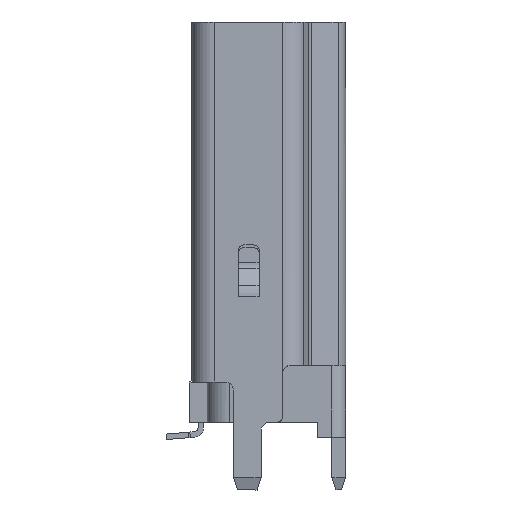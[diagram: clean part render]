
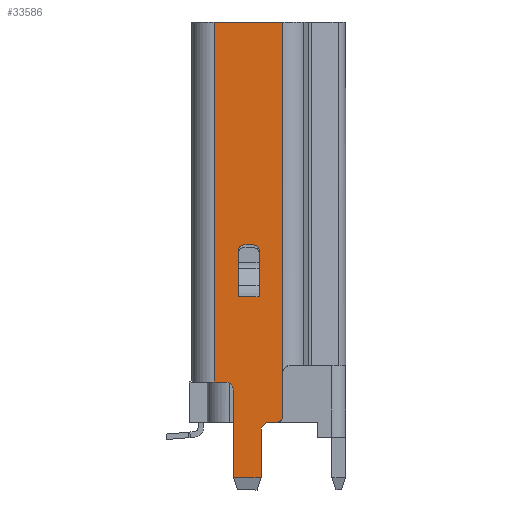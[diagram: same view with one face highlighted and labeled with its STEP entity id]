
A CAD part, left-side view. The second image highlights one B-rep face of the part: STEP entity #33586.
In plain terms, the highlighted planar face has unit normal (-1, 0, 0).
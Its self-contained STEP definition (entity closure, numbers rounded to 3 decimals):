
#30977=AXIS2_PLACEMENT_3D('Circle Axis2P3D',#30975,#30976,$) ;
#33296=AXIS2_PLACEMENT_3D('Circle Axis2P3D',#33294,#33295,$) ;
#33496=AXIS2_PLACEMENT_3D('Circle Axis2P3D',#33494,#33495,$) ;
#33509=AXIS2_PLACEMENT_3D('Plane Axis2P3D',#33506,#33507,#33508) ;
#33532=AXIS2_PLACEMENT_3D('Circle Axis2P3D',#33530,#33531,$) ;
#30941=CARTESIAN_POINT('Vertex',(0.,4.05,0.45)) ;
#30955=CARTESIAN_POINT('Vertex',(0.,3.05,0.45)) ;
#30958=CARTESIAN_POINT('Line Origine',(0.,3.55,0.45)) ;
#30975=CARTESIAN_POINT('Axis2P3D Location',(0.,3.325,8.65)) ;
#30979=CARTESIAN_POINT('Vertex',(0.,3.325,8.85)) ;
#30981=CARTESIAN_POINT('Vertex',(0.,3.125,8.65)) ;
#31013=CARTESIAN_POINT('Vertex',(0.,3.125,6.986)) ;
#31016=CARTESIAN_POINT('Line Origine',(0.,3.125,7.818)) ;
#31041=CARTESIAN_POINT('Vertex',(0.,3.875,6.986)) ;
#31044=CARTESIAN_POINT('Line Origine',(0.,3.125,6.986)) ;
#31061=CARTESIAN_POINT('Line Origine',(0.,3.875,7.818)) ;
#31065=CARTESIAN_POINT('Vertex',(0.,3.875,8.65)) ;
#31090=CARTESIAN_POINT('Control Point',(0.,3.875,8.65)) ;
#31091=CARTESIAN_POINT('Control Point',(0.,3.875,8.729)) ;
#31092=CARTESIAN_POINT('Control Point',(0.,3.833,8.808)) ;
#31093=CARTESIAN_POINT('Control Point',(0.,3.754,8.85)) ;
#31094=CARTESIAN_POINT('Control Point',(0.,3.675,8.85)) ;
#31095=CARTESIAN_POINT('Vertex',(0.,3.675,8.85)) ;
#31115=CARTESIAN_POINT('Line Origine',(0.,3.5,8.85)) ;
#32233=CARTESIAN_POINT('Vertex',(0.,4.75,16.9)) ;
#32236=CARTESIAN_POINT('Line Origine',(0.,3.511,16.9)) ;
#32240=CARTESIAN_POINT('Vertex',(0.,2.272,16.9)) ;
#33148=CARTESIAN_POINT('Line Origine',(0.,2.272,16.9)) ;
#33152=CARTESIAN_POINT('Vertex',(0.,2.272,4.271)) ;
#33269=CARTESIAN_POINT('Vertex',(0.,2.28,4.2)) ;
#33294=CARTESIAN_POINT('Axis2P3D Location',(0.,1.98,4.2)) ;
#33342=CARTESIAN_POINT('Vertex',(0.,2.28,2.65)) ;
#33365=CARTESIAN_POINT('Line Origine',(0.,2.28,3.425)) ;
#33477=CARTESIAN_POINT('Vertex',(0.,4.35,3.9)) ;
#33491=CARTESIAN_POINT('Vertex',(0.,4.05,3.6)) ;
#33494=CARTESIAN_POINT('Axis2P3D Location',(0.,4.35,3.6)) ;
#33506=CARTESIAN_POINT('Axis2P3D Location',(0.,2.272,16.9)) ;
#33511=CARTESIAN_POINT('Line Origine',(0.,4.55,3.9)) ;
#33515=CARTESIAN_POINT('Vertex',(0.,4.75,3.9)) ;
#33518=CARTESIAN_POINT('Line Origine',(0.,4.05,2.025)) ;
#33523=CARTESIAN_POINT('Line Origine',(0.,3.05,1.3)) ;
#33527=CARTESIAN_POINT('Vertex',(0.,3.05,2.15)) ;
#33530=CARTESIAN_POINT('Axis2P3D Location',(0.,2.75,2.15)) ;
#33534=CARTESIAN_POINT('Vertex',(0.,2.75,2.45)) ;
#33537=CARTESIAN_POINT('Line Origine',(0.,2.615,2.45)) ;
#33541=CARTESIAN_POINT('Vertex',(0.,2.48,2.45)) ;
#33545=CARTESIAN_POINT('Control Point',(0.,2.48,2.45)) ;
#33546=CARTESIAN_POINT('Control Point',(0.,2.455,2.45)) ;
#33547=CARTESIAN_POINT('Control Point',(0.,2.43,2.454)) ;
#33548=CARTESIAN_POINT('Control Point',(0.,2.405,2.462)) ;
#33549=CARTESIAN_POINT('Control Point',(0.,2.36,2.485)) ;
#33550=CARTESIAN_POINT('Control Point',(0.,2.324,2.521)) ;
#33551=CARTESIAN_POINT('Control Point',(0.,2.309,2.542)) ;
#33552=CARTESIAN_POINT('Control Point',(0.,2.292,2.576)) ;
#33553=CARTESIAN_POINT('Control Point',(0.,2.283,2.612)) ;
#33554=CARTESIAN_POINT('Control Point',(0.,2.281,2.625)) ;
#33555=CARTESIAN_POINT('Control Point',(0.,2.28,2.637)) ;
#33556=CARTESIAN_POINT('Control Point',(0.,2.28,2.65)) ;
#33558=CARTESIAN_POINT('Line Origine',(0.,4.75,10.4)) ;
#30959=DIRECTION('Vector Direction',(0.,-1.,0.)) ;
#30976=DIRECTION('Axis2P3D Direction',(-1.,0.,-0.)) ;
#31017=DIRECTION('Vector Direction',(0.,0.,-1.)) ;
#31045=DIRECTION('Vector Direction',(0.,1.,0.)) ;
#31062=DIRECTION('Vector Direction',(0.,0.,1.)) ;
#31116=DIRECTION('Vector Direction',(0.,-1.,0.)) ;
#32237=DIRECTION('Vector Direction',(0.,1.,0.)) ;
#33149=DIRECTION('Vector Direction',(0.,0.,1.)) ;
#33295=DIRECTION('Axis2P3D Direction',(1.,0.,0.)) ;
#33366=DIRECTION('Vector Direction',(0.,0.,1.)) ;
#33495=DIRECTION('Axis2P3D Direction',(1.,0.,0.)) ;
#33507=DIRECTION('Axis2P3D Direction',(1.,0.,0.)) ;
#33508=DIRECTION('Axis2P3D XDirection',(0.,-1.,0.)) ;
#33512=DIRECTION('Vector Direction',(0.,-1.,0.)) ;
#33519=DIRECTION('Vector Direction',(0.,0.,1.)) ;
#33524=DIRECTION('Vector Direction',(0.,0.,1.)) ;
#33531=DIRECTION('Axis2P3D Direction',(1.,0.,0.)) ;
#33538=DIRECTION('Vector Direction',(0.,-1.,0.)) ;
#33559=DIRECTION('Vector Direction',(0.,0.,1.)) ;
#30960=VECTOR('Line Direction',#30959,1.) ;
#31018=VECTOR('Line Direction',#31017,1.) ;
#31046=VECTOR('Line Direction',#31045,1.) ;
#31063=VECTOR('Line Direction',#31062,1.) ;
#31117=VECTOR('Line Direction',#31116,1.) ;
#32238=VECTOR('Line Direction',#32237,1.) ;
#33150=VECTOR('Line Direction',#33149,1.) ;
#33367=VECTOR('Line Direction',#33366,1.) ;
#33513=VECTOR('Line Direction',#33512,1.) ;
#33520=VECTOR('Line Direction',#33519,1.) ;
#33525=VECTOR('Line Direction',#33524,1.) ;
#33539=VECTOR('Line Direction',#33538,1.) ;
#33560=VECTOR('Line Direction',#33559,1.) ;
#33564=ORIENTED_EDGE('',*,*,#33517,.T.) ;
#33565=ORIENTED_EDGE('',*,*,#33498,.T.) ;
#33566=ORIENTED_EDGE('',*,*,#33522,.F.) ;
#33567=ORIENTED_EDGE('',*,*,#30962,.T.) ;
#33568=ORIENTED_EDGE('',*,*,#33529,.T.) ;
#33569=ORIENTED_EDGE('',*,*,#33536,.T.) ;
#33570=ORIENTED_EDGE('',*,*,#33543,.T.) ;
#33571=ORIENTED_EDGE('',*,*,#33557,.T.) ;
#33572=ORIENTED_EDGE('',*,*,#33369,.T.) ;
#33573=ORIENTED_EDGE('',*,*,#33298,.T.) ;
#33574=ORIENTED_EDGE('',*,*,#33154,.F.) ;
#33575=ORIENTED_EDGE('',*,*,#32242,.T.) ;
#33576=ORIENTED_EDGE('',*,*,#33562,.F.) ;
#33579=ORIENTED_EDGE('',*,*,#30983,.T.) ;
#33580=ORIENTED_EDGE('',*,*,#31020,.T.) ;
#33581=ORIENTED_EDGE('',*,*,#31048,.T.) ;
#33582=ORIENTED_EDGE('',*,*,#31067,.T.) ;
#33583=ORIENTED_EDGE('',*,*,#31097,.T.) ;
#33584=ORIENTED_EDGE('',*,*,#31119,.T.) ;
#33585=FACE_BOUND('',#33578,.T.) ;
#33586=ADVANCED_FACE('HDMI A S1V 1.9N1 RL',(#33577,#33585),#33510,.F.) ;
#31089=B_SPLINE_CURVE_WITH_KNOTS('',4,(#31090,#31091,#31092,#31093,#31094),.UNSPECIFIED.,.F.,.U.,(5,5),(-0.157,0.157),.UNSPECIFIED.) ;
#33544=B_SPLINE_CURVE_WITH_KNOTS('',5,(#33545,#33546,#33547,#33548,#33549,#33550,#33551,#33552,#33553,#33554,#33555,#33556),.UNSPECIFIED.,.F.,.U.,(6,3,3,6),(0.,0.176,0.353,0.441),.UNSPECIFIED.) ;
#30978=CIRCLE('generated circle',#30977,0.2) ;
#33297=CIRCLE('generated circle',#33296,0.3) ;
#33497=CIRCLE('generated circle',#33496,0.3) ;
#33533=CIRCLE('generated circle',#33532,0.3) ;
#30962=EDGE_CURVE('',#30942,#30956,#30961,.T.) ;
#30983=EDGE_CURVE('',#30980,#30982,#30978,.F.) ;
#31020=EDGE_CURVE('',#30982,#31014,#31019,.T.) ;
#31048=EDGE_CURVE('',#31014,#31042,#31047,.T.) ;
#31067=EDGE_CURVE('',#31042,#31066,#31064,.T.) ;
#31097=EDGE_CURVE('',#31066,#31096,#31089,.T.) ;
#31119=EDGE_CURVE('',#31096,#30980,#31118,.T.) ;
#32242=EDGE_CURVE('',#32241,#32234,#32239,.T.) ;
#33154=EDGE_CURVE('',#32241,#33153,#33151,.F.) ;
#33298=EDGE_CURVE('',#33270,#33153,#33297,.T.) ;
#33369=EDGE_CURVE('',#33343,#33270,#33368,.T.) ;
#33498=EDGE_CURVE('',#33478,#33492,#33497,.T.) ;
#33517=EDGE_CURVE('',#33516,#33478,#33514,.T.) ;
#33522=EDGE_CURVE('',#30942,#33492,#33521,.T.) ;
#33529=EDGE_CURVE('',#30956,#33528,#33526,.T.) ;
#33536=EDGE_CURVE('',#33528,#33535,#33533,.T.) ;
#33543=EDGE_CURVE('',#33535,#33542,#33540,.T.) ;
#33557=EDGE_CURVE('',#33542,#33343,#33544,.T.) ;
#33562=EDGE_CURVE('',#33516,#32234,#33561,.T.) ;
#33563=EDGE_LOOP('',(#33564,#33565,#33566,#33567,#33568,#33569,#33570,#33571,#33572,#33573,#33574,#33575,#33576)) ;
#33578=EDGE_LOOP('',(#33579,#33580,#33581,#33582,#33583,#33584)) ;
#33577=FACE_OUTER_BOUND('',#33563,.T.) ;
#30961=LINE('Line',#30958,#30960) ;
#31019=LINE('Line',#31016,#31018) ;
#31047=LINE('Line',#31044,#31046) ;
#31064=LINE('Line',#31061,#31063) ;
#31118=LINE('Line',#31115,#31117) ;
#32239=LINE('Line',#32236,#32238) ;
#33151=LINE('Line',#33148,#33150) ;
#33368=LINE('Line',#33365,#33367) ;
#33514=LINE('Line',#33511,#33513) ;
#33521=LINE('Line',#33518,#33520) ;
#33526=LINE('Line',#33523,#33525) ;
#33540=LINE('Line',#33537,#33539) ;
#33561=LINE('Line',#33558,#33560) ;
#33510=PLANE('',#33509) ;
#30942=VERTEX_POINT('',#30941) ;
#30956=VERTEX_POINT('',#30955) ;
#30980=VERTEX_POINT('',#30979) ;
#30982=VERTEX_POINT('',#30981) ;
#31014=VERTEX_POINT('',#31013) ;
#31042=VERTEX_POINT('',#31041) ;
#31066=VERTEX_POINT('',#31065) ;
#31096=VERTEX_POINT('',#31095) ;
#32234=VERTEX_POINT('',#32233) ;
#32241=VERTEX_POINT('',#32240) ;
#33153=VERTEX_POINT('',#33152) ;
#33270=VERTEX_POINT('',#33269) ;
#33343=VERTEX_POINT('',#33342) ;
#33478=VERTEX_POINT('',#33477) ;
#33492=VERTEX_POINT('',#33491) ;
#33516=VERTEX_POINT('',#33515) ;
#33528=VERTEX_POINT('',#33527) ;
#33535=VERTEX_POINT('',#33534) ;
#33542=VERTEX_POINT('',#33541) ;
